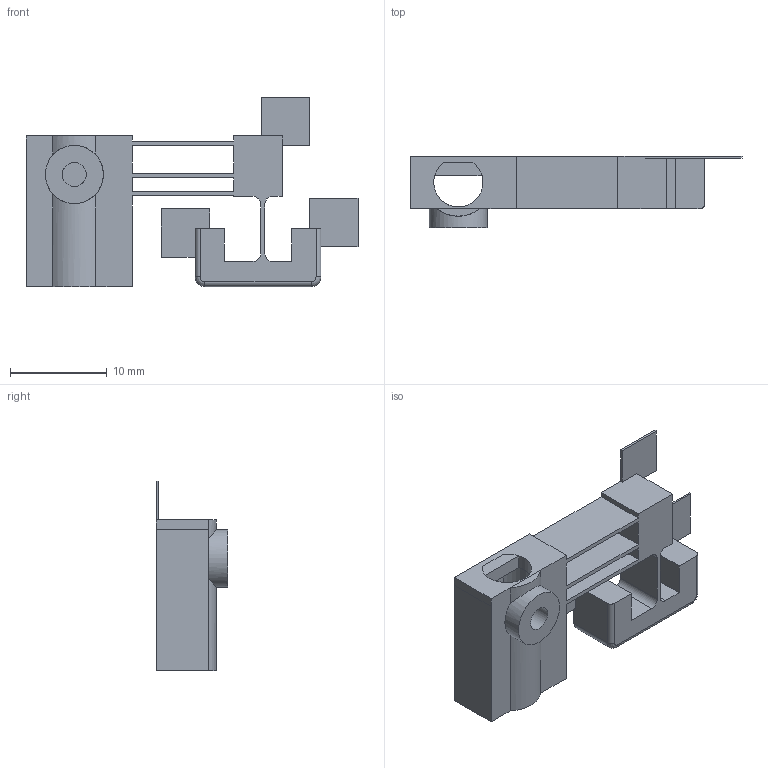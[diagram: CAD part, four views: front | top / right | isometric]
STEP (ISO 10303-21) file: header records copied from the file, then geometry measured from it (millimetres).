
FILE_DESCRIPTION(/* description */ (''),/* implementation_level */ '2;1');
FILE_NAME(/* name */ 'back-to-fdm-wiper v10.step',/* time_stamp */ '2024-05-15T07:30:10+02:00',/* author */ (''),/* organization */ (''),/* preprocessor_version */ 'ST-DEVELOPER v20',/* originating_system */ 'Autodesk Translation Framework v12.20.1.177',/* authorisation */ '');
FILE_SCHEMA (('AUTOMOTIVE_DESIGN { 1 0 10303 214 3 1 1 }'));
Length unit declared in the file: millimetre
Products named in the file (1): back-to-fdm-wiper
Bounding box: 34.34 x 7.4 x 19.57 mm (x, y, z)
Volume: 1260.4 mm3; surface area: 1978.1 mm2
Topology: 1 solids, 1 shells, 80 faces, 222 edges, 145 vertices
Faces by surface type: plane 62, cylinder 16, bspline 2
Full cylindrical faces by diameter (mm): 2.5 x1, 6 x1
Entity records: 2625 total; most frequent: CARTESIAN_POINT 524, ORIENTED_EDGE 444, DIRECTION 409, EDGE_CURVE 222, LINE 185, VECTOR 185, VERTEX_POINT 145, AXIS2_PLACEMENT_3D 112
